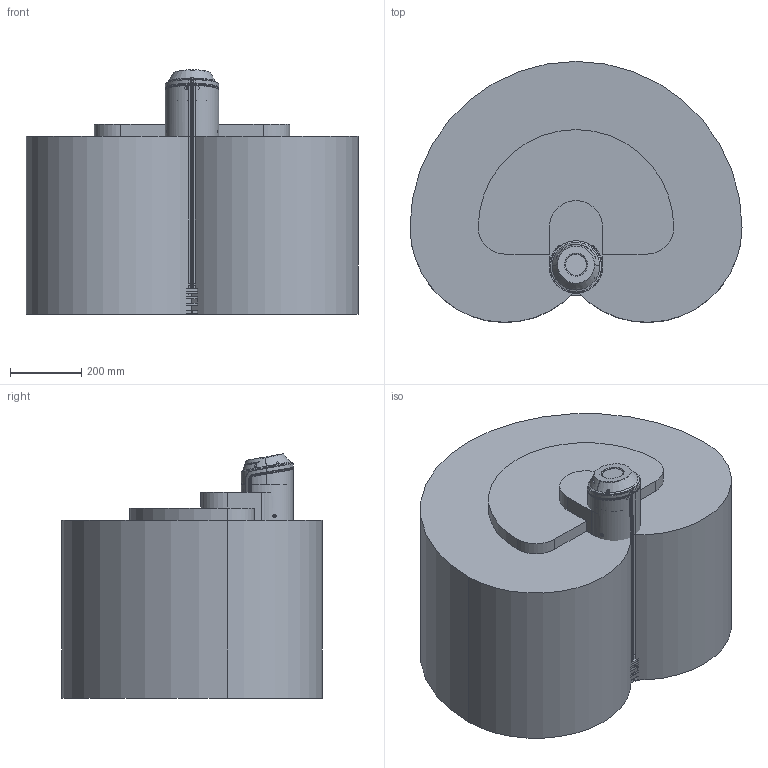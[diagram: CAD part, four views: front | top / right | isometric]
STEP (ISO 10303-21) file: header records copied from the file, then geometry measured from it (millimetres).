
FILE_DESCRIPTION(('Creo Elements/Direct Modeling STEP Export'),'2;1');
FILE_NAME('Step-M1-Stand-180427.stp','2018-04-27T 8:26:22',(''),(''),'Creo Elements/Direct Modeling STEP processor for AP214 (Solid Model)','Creo Elements/Direct Modeling 17.0D 15-Jul-2011 (C) Parametric Technology GmbH','');
FILE_SCHEMA(('AUTOMOTIVE_DESIGN { 1 0 10303 214 1 1 1 1 }'));
Length unit declared in the file: millimetre
Products named in the file (31): 2206003001; 2206003101; 2204010401; 2204010201; 2206003301; 2206002901; 2206003201; T1; 2204009101; Sockel-und-Saeule; 2204010901; 2206002501; Achse-4; DQ07002; 2206002804; 2206002704; Achse-3; 2206002601; 2206002804Drehpunkt; Achse-2; 2206002401; 2206002401Drehachse; Z-Achse-auf-Pos_10mm-max-235mm; Dobot-M1_Arbeitsraum.1; Dobot-M1_Bewegungsraum.1; Z-Null_RotNegaGruenPosi_Stimmtnichtexakt; X-Null_RotNegaGruenPosi; Y-Null_RotNegaGruenPosi; Helptools; M1-Volume
Assembly tree (31 placements, depth 6):
  M1-Volume
    Helptools
      Y-Null_RotNegaGruenPosi
      X-Null_RotNegaGruenPosi
      Z-Null_RotNegaGruenPosi_Stimmtnichtexakt
      Dobot-M1_Bewegungsraum.1
      Dobot-M1_Arbeitsraum.1
    Z-Achse-auf-Pos_10mm-max-235mm
      2206002401Drehachse
      2206002401
      Achse-2
        2206002804Drehpunkt
        2206002601
        Achse-3
          2206002704
          2206002804
          DQ07002
          Achse-4
            T1
        2206002501
      2204010901
    Sockel-und-Saeule
      2204009101
        T1
      2206003201
      2206002901
      2204010401  x2
      2206003301
      2204010201
      2206003101
      2206003001
Bounding box: 934 x 733.96 x 687.55 mm (x, y, z)
Volume: 353457858.9 mm3; surface area: 5171285.5 mm2
Topology: 24 solids, 24 shells, 2962 faces, 7993 edges, 5217 vertices
Faces by surface type: plane 1703, cylinder 1013, bspline 130, cone 76, extrusion 22, torus 9, revolution 9
Entity records: 99227 total; most frequent: CARTESIAN_POINT 27188, ORIENTED_EDGE 15464, DIRECTION 13665, EDGE_CURVE 7732, VECTOR 5136, LINE 5114, VERTEX_POINT 5073, AXIS2_PLACEMENT_3D 4260
